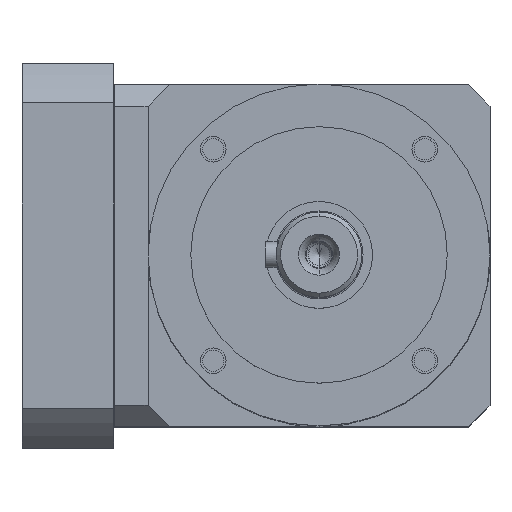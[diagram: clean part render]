
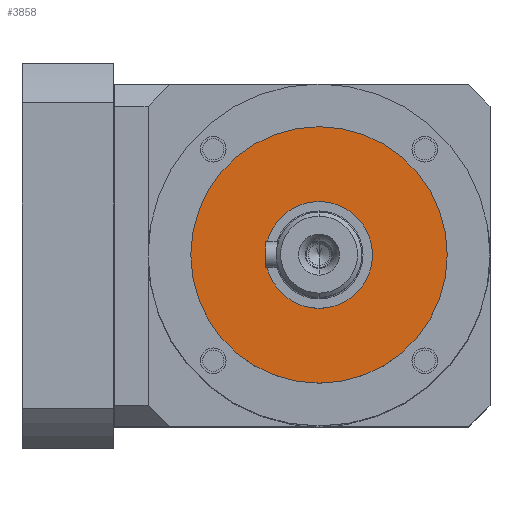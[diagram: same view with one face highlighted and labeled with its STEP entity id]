
A CAD part, top view. The second image highlights one B-rep face of the part: STEP entity #3858.
In plain terms, the highlighted planar face has unit normal (0, 0, 1).
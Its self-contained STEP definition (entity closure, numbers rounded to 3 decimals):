
#169=CARTESIAN_POINT('',(69.5,0.,142.));
#170=DIRECTION('',(0.,0.,-1.));
#171=DIRECTION('',(0.,-1.,0.));
#172=AXIS2_PLACEMENT_3D('',#169,#170,#171);
#174=CARTESIAN_POINT('',(69.5,0.,142.));
#175=DIRECTION('',(0.,0.,1.));
#176=DIRECTION('',(0.,-1.,0.));
#177=AXIS2_PLACEMENT_3D('',#174,#175,#176);
#184=CARTESIAN_POINT('',(69.5,0.,142.));
#185=DIRECTION('',(0.,0.,1.));
#186=DIRECTION('',(0.,-1.,0.));
#187=AXIS2_PLACEMENT_3D('',#184,#185,#186);
#2611=CARTESIAN_POINT('',(69.5,0.,142.));
#2612=DIRECTION('',(0.,0.,-1.));
#2613=DIRECTION('',(0.,-1.,0.));
#2614=AXIS2_PLACEMENT_3D('',#2611,#2612,#2613);
#2837=CARTESIAN_POINT('',(69.5,-12.5,142.));
#2839=VERTEX_POINT('',#2837);
#2841=CARTESIAN_POINT('',(69.5,12.5,142.));
#2843=VERTEX_POINT('',#2841);
#2844=CARTESIAN_POINT('',(69.5,-30.,142.));
#2845=CARTESIAN_POINT('',(69.5,30.,142.));
#2846=VERTEX_POINT('',#2844);
#2847=VERTEX_POINT('',#2845);
#3843=CARTESIAN_POINT('',(69.5,0.,142.));
#3844=DIRECTION('',(0.,0.,1.));
#3845=DIRECTION('',(0.,1.,0.));
#3846=AXIS2_PLACEMENT_3D('',#3843,#3844,#3845);
#3847=PLANE('',#3846);
#3849=ORIENTED_EDGE('',*,*,#3848,.F.);
#3851=ORIENTED_EDGE('',*,*,#3850,.T.);
#3852=EDGE_LOOP('',(#3849,#3851));
#3853=FACE_OUTER_BOUND('',#3852,.F.);
#3854=ORIENTED_EDGE('',*,*,#3829,.F.);
#3855=ORIENTED_EDGE('',*,*,#3811,.T.);
#3856=EDGE_LOOP('',(#3854,#3855));
#3857=FACE_BOUND('',#3856,.F.);
#173=CIRCLE('',#172,12.5);
#178=CIRCLE('',#177,12.5);
#188=CIRCLE('',#187,30.);
#2615=CIRCLE('',#2614,30.);
#3811=EDGE_CURVE('',#2839,#2843,#178,.T.);
#3829=EDGE_CURVE('',#2839,#2843,#173,.T.);
#3848=EDGE_CURVE('',#2846,#2847,#188,.T.);
#3850=EDGE_CURVE('',#2846,#2847,#2615,.T.);
#3858=ADVANCED_FACE('',(#3853,#3857),#3847,.T.);
